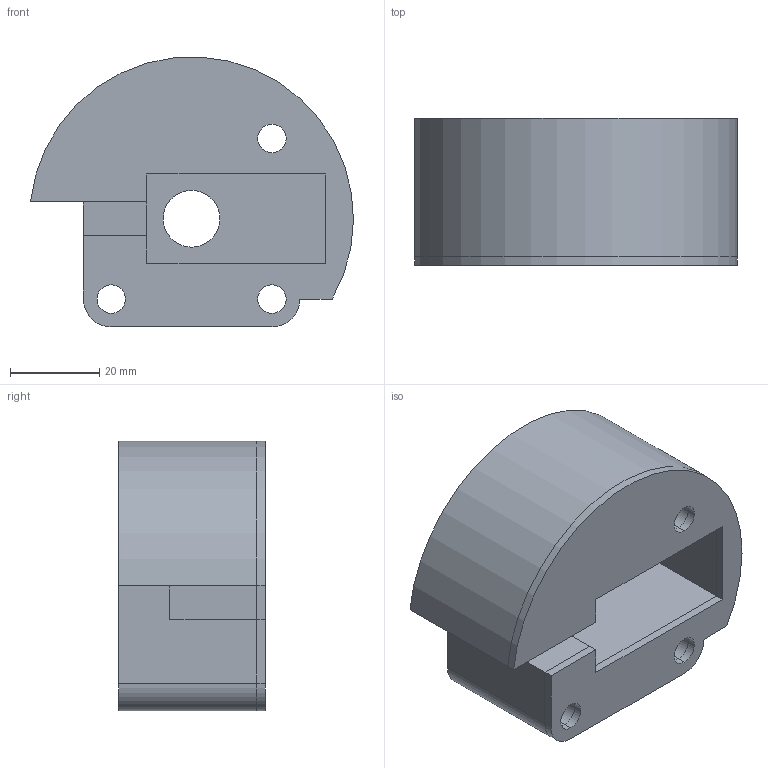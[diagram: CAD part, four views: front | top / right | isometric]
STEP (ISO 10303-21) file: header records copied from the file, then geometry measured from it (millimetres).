
FILE_DESCRIPTION (( 'STEP AP214' ), '1' );
FILE_NAME ('ATS_Mount_Batt_Servo_IMU.STEP', '2025-11-11T23:14:40', ( '' ), ( '' ), 'SwSTEP 2.0', 'SolidWorks 2025', '' );
FILE_SCHEMA (( 'AUTOMOTIVE_DESIGN' ));
Length unit declared in the file: inch
Products named in the file (1): ATS_Mount_Batt_Servo_IMU
Bounding box: 72.19 x 32.77 x 60.32 mm (x, y, z)
Volume: 63604 mm3; surface area: 25340.7 mm2
Topology: 2 solids, 2 shells, 61 faces, 161 edges, 107 vertices
Faces by surface type: plane 33, cylinder 28
Entity records: 1973 total; most frequent: DIRECTION 341, CARTESIAN_POINT 330, ORIENTED_EDGE 322, EDGE_CURVE 161, AXIS2_PLACEMENT_3D 118, VERTEX_POINT 107, LINE 105, VECTOR 105
